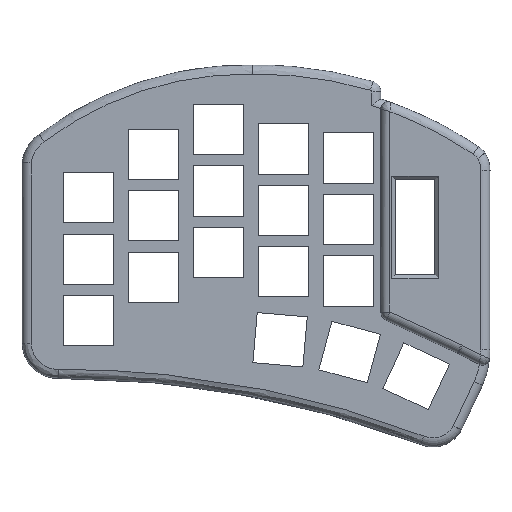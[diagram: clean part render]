
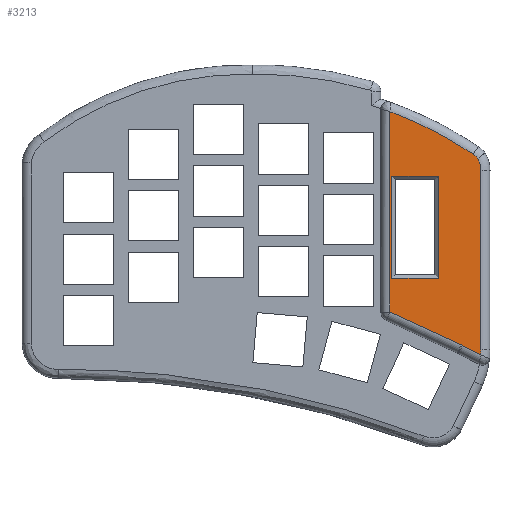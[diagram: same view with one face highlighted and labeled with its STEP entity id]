
A CAD part, top view. The second image highlights one B-rep face of the part: STEP entity #3213.
In plain terms, the highlighted planar face has unit normal (0, 0, 1).
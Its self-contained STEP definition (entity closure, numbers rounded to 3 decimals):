
#73=FACE_BOUND('',#420,.T.);
#119=B_SPLINE_CURVE_WITH_KNOTS('',3,(#4463,#4464,#4465,#4466),
 .UNSPECIFIED.,.F.,.F.,(4,4),(-0.041,0.),.UNSPECIFIED.);
#171=CIRCLE('',#3404,0.109);
#172=CIRCLE('',#3405,21.77);
#173=CIRCLE('',#3406,6.627);
#174=CIRCLE('',#3407,6.164);
#175=CIRCLE('',#3408,105.545);
#243=FACE_OUTER_BOUND('',#419,.T.);
#419=EDGE_LOOP('',(#2159,#2160,#2161,#2162,#2163,#2164,#2165,#2166,#2167,
#2168));
#420=EDGE_LOOP('',(#2169,#2170,#2171,#2172));
#635=LINE('',#4425,#994);
#639=LINE('',#4433,#998);
#642=LINE('',#4439,#1001);
#646=LINE('',#4445,#1005);
#652=LINE('',#4461,#1011);
#653=LINE('',#4468,#1012);
#654=LINE('',#4472,#1013);
#655=LINE('',#4479,#1014);
#994=VECTOR('',#3622,10.);
#998=VECTOR('',#3628,10.);
#1001=VECTOR('',#3633,10.);
#1005=VECTOR('',#3639,10.);
#1011=VECTOR('',#3653,10.);
#1012=VECTOR('',#3654,10.);
#1013=VECTOR('',#3657,10.);
#1014=VECTOR('',#3664,10.);
#1353=VERTEX_POINT('',#4423);
#1354=VERTEX_POINT('',#4424);
#1357=VERTEX_POINT('',#4432);
#1359=VERTEX_POINT('',#4438);
#1364=VERTEX_POINT('',#4457);
#1365=VERTEX_POINT('',#4458);
#1366=VERTEX_POINT('',#4460);
#1367=VERTEX_POINT('',#4462);
#1368=VERTEX_POINT('',#4467);
#1369=VERTEX_POINT('',#4469);
#1370=VERTEX_POINT('',#4471);
#1371=VERTEX_POINT('',#4473);
#1372=VERTEX_POINT('',#4475);
#1373=VERTEX_POINT('',#4477);
#1658=EDGE_CURVE('',#1353,#1354,#635,.T.);
#1662=EDGE_CURVE('',#1354,#1357,#639,.T.);
#1665=EDGE_CURVE('',#1357,#1359,#642,.T.);
#1669=EDGE_CURVE('',#1359,#1353,#646,.T.);
#1675=EDGE_CURVE('',#1364,#1365,#171,.T.);
#1676=EDGE_CURVE('',#1366,#1364,#652,.T.);
#1677=EDGE_CURVE('',#1367,#1366,#119,.T.);
#1678=EDGE_CURVE('',#1368,#1367,#653,.T.);
#1679=EDGE_CURVE('',#1369,#1368,#172,.T.);
#1680=EDGE_CURVE('',#1370,#1369,#654,.T.);
#1681=EDGE_CURVE('',#1371,#1370,#173,.T.);
#1682=EDGE_CURVE('',#1372,#1371,#174,.T.);
#1683=EDGE_CURVE('',#1373,#1372,#175,.T.);
#1684=EDGE_CURVE('',#1365,#1373,#655,.T.);
#2159=ORIENTED_EDGE('',*,*,#1675,.F.);
#2160=ORIENTED_EDGE('',*,*,#1676,.F.);
#2161=ORIENTED_EDGE('',*,*,#1677,.F.);
#2162=ORIENTED_EDGE('',*,*,#1678,.F.);
#2163=ORIENTED_EDGE('',*,*,#1679,.F.);
#2164=ORIENTED_EDGE('',*,*,#1680,.F.);
#2165=ORIENTED_EDGE('',*,*,#1681,.F.);
#2166=ORIENTED_EDGE('',*,*,#1682,.F.);
#2167=ORIENTED_EDGE('',*,*,#1683,.F.);
#2168=ORIENTED_EDGE('',*,*,#1684,.F.);
#2169=ORIENTED_EDGE('',*,*,#1658,.F.);
#2170=ORIENTED_EDGE('',*,*,#1669,.F.);
#2171=ORIENTED_EDGE('',*,*,#1665,.F.);
#2172=ORIENTED_EDGE('',*,*,#1662,.F.);
#3095=PLANE('',#3403);
#3213=ADVANCED_FACE('',(#243,#73),#3095,.T.);
#3403=AXIS2_PLACEMENT_3D('',#4456,#3649,#3650);
#3404=AXIS2_PLACEMENT_3D('',#4459,#3651,#3652);
#3405=AXIS2_PLACEMENT_3D('',#4470,#3655,#3656);
#3406=AXIS2_PLACEMENT_3D('',#4474,#3658,#3659);
#3407=AXIS2_PLACEMENT_3D('',#4476,#3660,#3661);
#3408=AXIS2_PLACEMENT_3D('',#4478,#3662,#3663);
#3622=DIRECTION('',(0.,-1.,0.));
#3628=DIRECTION('',(1.,0.,0.));
#3633=DIRECTION('',(0.,1.,0.));
#3639=DIRECTION('',(-1.,0.,0.));
#3649=DIRECTION('center_axis',(0.,0.,1.));
#3650=DIRECTION('ref_axis',(1.,0.,0.));
#3651=DIRECTION('center_axis',(0.,0.,-1.));
#3652=DIRECTION('ref_axis',(-0.81,-0.586,0.));
#3653=DIRECTION('',(-0.908,0.419,0.));
#3654=DIRECTION('',(-0.89,0.457,0.));
#3655=DIRECTION('center_axis',(0.,0.,-1.));
#3656=DIRECTION('ref_axis',(0.999,-0.052,0.));
#3657=DIRECTION('',(0.,-1.,0.));
#3658=DIRECTION('center_axis',(0.,0.,-1.));
#3659=DIRECTION('ref_axis',(0.963,0.27,0.));
#3660=DIRECTION('center_axis',(0.,0.,-1.));
#3661=DIRECTION('ref_axis',(0.668,0.745,0.));
#3662=DIRECTION('center_axis',(0.,0.,-1.));
#3663=DIRECTION('ref_axis',(0.453,0.892,0.));
#3664=DIRECTION('',(0.,1.,0.));
#4423=CARTESIAN_POINT('',(100.562,-28.125,11.));
#4424=CARTESIAN_POINT('',(100.562,-56.425,11.));
#4425=CARTESIAN_POINT('',(100.562,-49.773,11.));
#4432=CARTESIAN_POINT('',(113.542,-56.425,11.));
#4433=CARTESIAN_POINT('',(112.606,-56.425,11.));
#4438=CARTESIAN_POINT('',(113.542,-28.125,11.));
#4439=CARTESIAN_POINT('',(113.542,-36.623,11.));
#4445=CARTESIAN_POINT('',(107.116,-28.125,11.));
#4456=CARTESIAN_POINT('Origin',(112.671,-44.12,11.));
#4457=CARTESIAN_POINT('',(100.112,-65.803,11.));
#4458=CARTESIAN_POINT('',(100.065,-65.762,11.));
#4459=CARTESIAN_POINT('Origin',(100.158,-65.704,11.));
#4460=CARTESIAN_POINT('',(119.799,-74.878,11.));
#4461=CARTESIAN_POINT('',(101.169,-66.29,11.));
#4462=CARTESIAN_POINT('',(120.163,-75.063,11.));
#4463=CARTESIAN_POINT('Ctrl Pts',(120.163,-75.063,11.));
#4464=CARTESIAN_POINT('Ctrl Pts',(120.044,-74.997,11.));
#4465=CARTESIAN_POINT('Ctrl Pts',(119.923,-74.935,11.));
#4466=CARTESIAN_POINT('Ctrl Pts',(119.799,-74.878,11.));
#4467=CARTESIAN_POINT('',(125.223,-77.661,11.));
#4468=CARTESIAN_POINT('',(110.892,-70.303,11.));
#4469=CARTESIAN_POINT('',(125.277,-76.128,11.));
#4470=CARTESIAN_POINT('Origin',(103.507,-76.128,11.));
#4471=CARTESIAN_POINT('',(125.277,-26.495,11.));
#4472=CARTESIAN_POINT('',(125.277,-60.124,11.));
#4473=CARTESIAN_POINT('',(124.398,-23.196,11.));
#4474=CARTESIAN_POINT('Origin',(118.65,-26.495,11.));
#4475=CARTESIAN_POINT('',(123.113,-22.08,11.));
#4476=CARTESIAN_POINT('Origin',(119.753,-27.247,11.));
#4477=CARTESIAN_POINT('',(100.065,-10.277,11.));
#4478=CARTESIAN_POINT('Origin',(63.845,-109.413,11.));
#4479=CARTESIAN_POINT('',(100.065,-25.442,11.));
